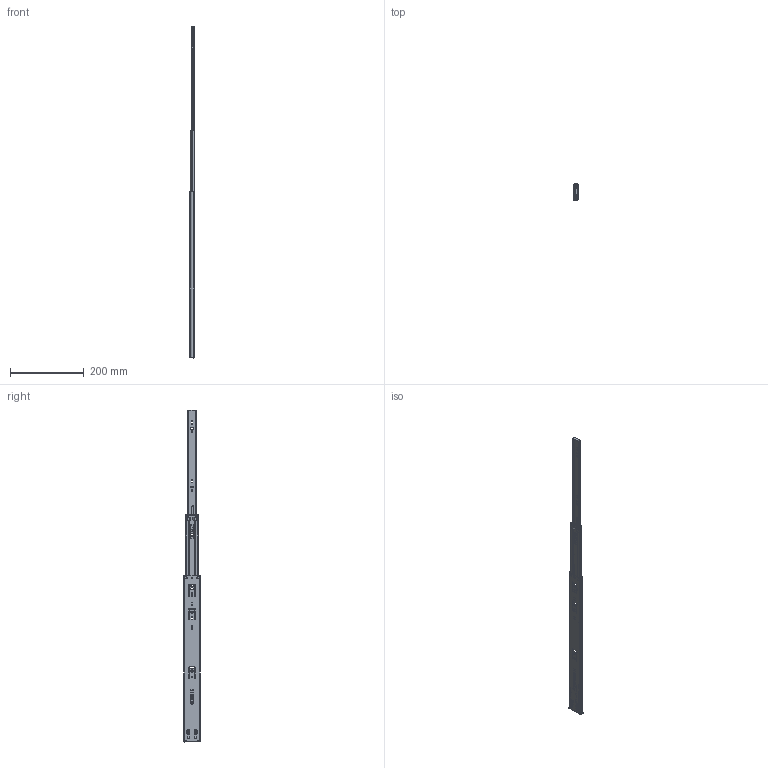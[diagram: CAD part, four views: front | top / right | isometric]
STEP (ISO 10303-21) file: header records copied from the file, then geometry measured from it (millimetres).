
FILE_DESCRIPTION (( 'STEP AP214' ), '1' );
FILE_NAME ('45#Ë«»º³å18´çopen.STEP', '2024-10-10T08:34:10', ( '' ), ( '' ), 'SwSTEP 2.0', 'SolidWorks 2016', '' );
FILE_SCHEMA (( 'AUTOMOTIVE_DESIGN' ));
Length unit declared in the file: millimetre
Products named in the file (13): 45癹弇坶; 導邧1; 紩沭163; 導邧2; 詩紩4.72; 45中轨胶塞; 導邧粟; 45#邧遣喳俋寢18渡; 45#邧遣喳笢寢18渡; 45#邧遣喳囀寢18渡; 邧遣蝶諶; 45紩殤18渡; 45#邧遣喳18渡open
Assembly tree (58 placements, depth 3):
  45#邧遣喳18渡open
    45#邧遣喳俋寢18渡
    45#邧遣喳笢寢18渡
    45#邧遣喳囀寢18渡
    45紩殤18渡
    詩紩4.72  x46
    紩沭163  x2
    導邧粟
      導邧1
      導邧2
    45中轨胶塞
    邧遣蝶諶
    45癹弇坶
Bounding box: 13.23 x 45.47 x 902.01 mm (x, y, z)
Volume: 102838.3 mm3; surface area: 174309.4 mm2
Topology: 62 solids, 62 shells, 3184 faces, 8923 edges, 5487 vertices
Faces by surface type: plane 1272, cylinder 1028, sphere 302, bspline 301, torus 246, cone 35
Entity records: 94578 total; most frequent: CARTESIAN_POINT 25334, ORIENTED_EDGE 15074, DIRECTION 13673, EDGE_CURVE 7537, AXIS2_PLACEMENT_3D 4830, VERTEX_POINT 4749, VECTOR 4013, LINE 4013
